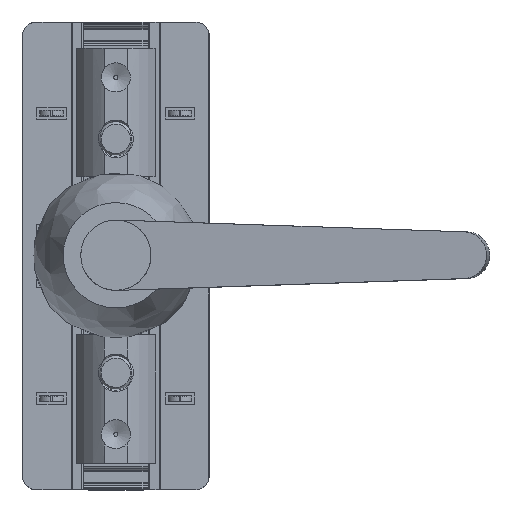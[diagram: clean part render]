
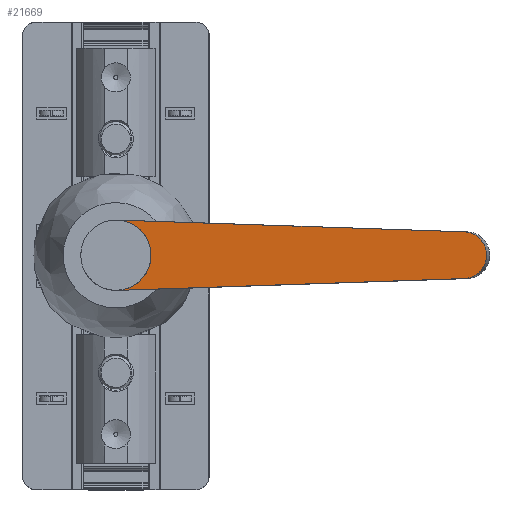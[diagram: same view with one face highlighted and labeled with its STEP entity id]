
A CAD part, top view. The second image highlights one B-rep face of the part: STEP entity #21669.
In plain terms, the highlighted face is planar.
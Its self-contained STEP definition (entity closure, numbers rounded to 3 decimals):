
#21450=CARTESIAN_POINT('',(62.005,27.0,4.0));
#21451=VERTEX_POINT('',#21450);
#21458=CARTESIAN_POINT('',(3.005,27.0,6.));
#21459=VERTEX_POINT('',#21458);
#21460=CARTESIAN_POINT('',(62.005,27.0,4.0));
#21461=DIRECTION('',(-0.999,0.0,0.034));
#21462=VECTOR('',#21461,59.034);
#21463=LINE('',#21460,#21462);
#21464=EDGE_CURVE('',#21451,#21459,#21463,.T.);
#21480=CARTESIAN_POINT('',(3.005,27.0,-5.966));
#21481=VERTEX_POINT('',#21480);
#21491=CARTESIAN_POINT('',(3.005,27.0,-6.));
#21492=VERTEX_POINT('',#21491);
#21493=CARTESIAN_POINT('',(3.005,27.0,-5.966));
#21494=DIRECTION('',(0.0,0.0,-1.0));
#21495=VECTOR('',#21494,0.034);
#21496=LINE('',#21493,#21495);
#21497=EDGE_CURVE('',#21481,#21492,#21496,.T.);
#21523=CARTESIAN_POINT('',(3.005,27.0,5.966));
#21524=VERTEX_POINT('',#21523);
#21539=CARTESIAN_POINT('',(3.005,27.0,6.));
#21540=DIRECTION('',(0.0,0.0,-1.0));
#21541=VECTOR('',#21540,0.034);
#21542=LINE('',#21539,#21541);
#21543=EDGE_CURVE('',#21459,#21524,#21542,.T.);
#21596=CARTESIAN_POINT('',(62.005,27.0,-4.0));
#21597=VERTEX_POINT('',#21596);
#21598=CARTESIAN_POINT('',(62.005,27.0,0.0));
#21599=DIRECTION('',(0.0,-1.0,0.0));
#21600=DIRECTION('',(0.0,0.0,-1.0));
#21601=AXIS2_PLACEMENT_3D('',#21598,#21599,#21600);
#21602=CIRCLE('',#21601,4.0);
#21603=EDGE_CURVE('',#21597,#21451,#21602,.T.);
#21630=CARTESIAN_POINT('',(3.005,27.0,-6.));
#21631=DIRECTION('',(0.999,0.0,0.034));
#21632=VECTOR('',#21631,59.034);
#21633=LINE('',#21630,#21632);
#21634=EDGE_CURVE('',#21492,#21597,#21633,.T.);
#21650=CARTESIAN_POINT('',(32.133,27.0,0.));
#21651=DIRECTION('',(0.0,-1.0,0.0));
#21652=DIRECTION('',(0.0,0.0,-1.0));
#21653=AXIS2_PLACEMENT_3D('',#21650,#21651,#21652);
#21654=PLANE('',#21653);
#21655=CARTESIAN_POINT('',(2.362,27.0,0.0));
#21656=DIRECTION('',(0.0,1.0,0.0));
#21657=DIRECTION('',(-1.0,0.0,0.0));
#21658=AXIS2_PLACEMENT_3D('',#21655,#21656,#21657);
#21659=ELLIPSE('',#21658,6.023,6.);
#21660=EDGE_CURVE('',#21524,#21481,#21659,.T.);
#21661=ORIENTED_EDGE('',*,*,#21660,.F.);
#21662=ORIENTED_EDGE('',*,*,#21543,.F.);
#21663=ORIENTED_EDGE('',*,*,#21464,.F.);
#21664=ORIENTED_EDGE('',*,*,#21603,.F.);
#21665=ORIENTED_EDGE('',*,*,#21634,.F.);
#21666=ORIENTED_EDGE('',*,*,#21497,.F.);
#21667=EDGE_LOOP('',(#21661,#21662,#21663,#21664,#21665,#21666));
#21668=FACE_OUTER_BOUND('',#21667,.T.);
#21669=ADVANCED_FACE('',(#21668),#21654,.F.);
